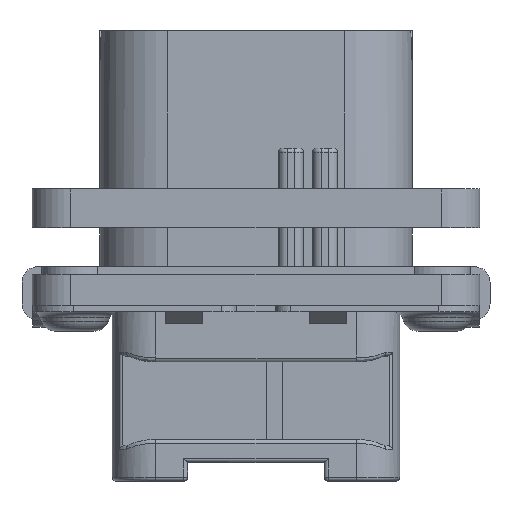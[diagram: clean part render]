
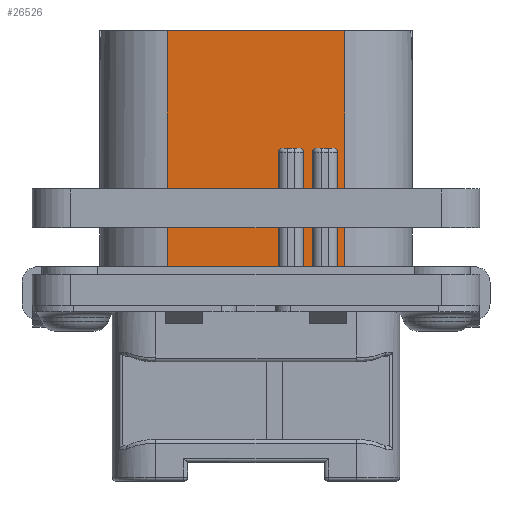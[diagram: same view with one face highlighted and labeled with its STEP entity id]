
A CAD part, front view. The second image highlights one B-rep face of the part: STEP entity #26526.
In plain terms, the highlighted planar face has unit normal (0, -1, 0).
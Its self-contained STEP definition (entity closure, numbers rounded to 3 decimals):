
#1218=DIRECTION('',(1.,0.,0.));
#1219=VECTOR('',#1218,11.4);
#1220=CARTESIAN_POINT('',(-5.7,-9.,17.67));
#1221=LINE('',#1220,#1219);
#1397=DIRECTION('',(0.,0.,1.));
#1398=VECTOR('',#1397,7.87);
#1399=CARTESIAN_POINT('',(3.04,-9.,2.));
#1400=LINE('',#1399,#1398);
#1401=DIRECTION('',(1.,0.,0.));
#1402=VECTOR('',#1401,1.1);
#1403=CARTESIAN_POINT('',(1.69,-9.,10.12));
#1404=LINE('',#1403,#1402);
#1405=DIRECTION('',(0.,0.,1.));
#1406=VECTOR('',#1405,7.87);
#1407=CARTESIAN_POINT('',(1.44,-9.,2.));
#1408=LINE('',#1407,#1406);
#1409=DIRECTION('',(0.,0.,-1.));
#1410=VECTOR('',#1409,15.67);
#1411=CARTESIAN_POINT('',(-5.7,-9.,17.67));
#1412=LINE('',#1411,#1410);
#1413=DIRECTION('',(0.,0.,-1.));
#1414=VECTOR('',#1413,15.67);
#1415=CARTESIAN_POINT('',(5.7,-9.,17.67));
#1416=LINE('',#1415,#1414);
#1417=DIRECTION('',(0.,0.,1.));
#1418=VECTOR('',#1417,7.87);
#1419=CARTESIAN_POINT('',(5.25,-9.,2.));
#1420=LINE('',#1419,#1418);
#1421=DIRECTION('',(1.,0.,0.));
#1422=VECTOR('',#1421,1.1);
#1423=CARTESIAN_POINT('',(3.9,-9.,10.12));
#1424=LINE('',#1423,#1422);
#1425=DIRECTION('',(0.,0.,1.));
#1426=VECTOR('',#1425,7.87);
#1427=CARTESIAN_POINT('',(3.65,-9.,2.));
#1428=LINE('',#1427,#1426);
#1449=DIRECTION('',(1.,0.,0.));
#1450=VECTOR('',#1449,0.61);
#1451=CARTESIAN_POINT('',(3.04,-9.,2.));
#1452=LINE('',#1451,#1450);
#1461=CARTESIAN_POINT('',(3.9,-9.,9.87));
#1462=DIRECTION('',(0.,1.,0.));
#1463=DIRECTION('',(-1.,0.,0.));
#1464=AXIS2_PLACEMENT_3D('',#1461,#1462,#1463);
#1488=CARTESIAN_POINT('',(5.,-9.,9.87));
#1489=DIRECTION('',(0.,1.,0.));
#1490=DIRECTION('',(0.,0.,1.));
#1491=AXIS2_PLACEMENT_3D('',#1488,#1489,#1490);
#1536=DIRECTION('',(1.,0.,0.));
#1537=VECTOR('',#1536,0.45);
#1538=CARTESIAN_POINT('',(5.25,-9.,2.));
#1539=LINE('',#1538,#1537);
#1634=DIRECTION('',(1.,0.,0.));
#1635=VECTOR('',#1634,7.14);
#1636=CARTESIAN_POINT('',(-5.7,-9.,2.));
#1637=LINE('',#1636,#1635);
#1646=CARTESIAN_POINT('',(1.69,-9.,9.87));
#1647=DIRECTION('',(0.,1.,0.));
#1648=DIRECTION('',(-1.,0.,0.));
#1649=AXIS2_PLACEMENT_3D('',#1646,#1647,#1648);
#1673=CARTESIAN_POINT('',(2.79,-9.,9.87));
#1674=DIRECTION('',(0.,1.,0.));
#1675=DIRECTION('',(0.,0.,1.));
#1676=AXIS2_PLACEMENT_3D('',#1673,#1674,#1675);
#21147=CARTESIAN_POINT('',(-5.7,-9.,17.67));
#21148=CARTESIAN_POINT('',(-5.7,-9.,2.));
#21149=VERTEX_POINT('',#21147);
#21150=VERTEX_POINT('',#21148);
#21151=CARTESIAN_POINT('',(5.7,-9.,17.67));
#21152=CARTESIAN_POINT('',(5.7,-9.,2.));
#21153=VERTEX_POINT('',#21151);
#21154=VERTEX_POINT('',#21152);
#23072=CARTESIAN_POINT('',(1.44,-9.,2.));
#23073=VERTEX_POINT('',#23072);
#23074=CARTESIAN_POINT('',(3.04,-9.,2.));
#23075=CARTESIAN_POINT('',(3.65,-9.,2.));
#23076=VERTEX_POINT('',#23074);
#23077=VERTEX_POINT('',#23075);
#23078=CARTESIAN_POINT('',(5.25,-9.,2.));
#23079=VERTEX_POINT('',#23078);
#23120=CARTESIAN_POINT('',(1.44,-9.,9.87));
#23121=VERTEX_POINT('',#23120);
#23122=CARTESIAN_POINT('',(3.04,-9.,9.87));
#23123=VERTEX_POINT('',#23122);
#23124=CARTESIAN_POINT('',(3.65,-9.,9.87));
#23125=VERTEX_POINT('',#23124);
#23126=CARTESIAN_POINT('',(5.25,-9.,9.87));
#23127=VERTEX_POINT('',#23126);
#23176=CARTESIAN_POINT('',(1.69,-9.,10.12));
#23177=VERTEX_POINT('',#23176);
#23178=CARTESIAN_POINT('',(2.79,-9.,10.12));
#23179=VERTEX_POINT('',#23178);
#23180=CARTESIAN_POINT('',(3.9,-9.,10.12));
#23181=VERTEX_POINT('',#23180);
#23182=CARTESIAN_POINT('',(5.,-9.,10.12));
#23183=VERTEX_POINT('',#23182);
#26489=CARTESIAN_POINT('',(-10.05,-9.,2.));
#26490=DIRECTION('',(0.,-1.,0.));
#26491=DIRECTION('',(1.,0.,0.));
#26492=AXIS2_PLACEMENT_3D('',#26489,#26490,#26491);
#26493=PLANE('',#26492);
#26495=ORIENTED_EDGE('',*,*,#26494,.T.);
#26497=ORIENTED_EDGE('',*,*,#26496,.F.);
#26499=ORIENTED_EDGE('',*,*,#26498,.F.);
#26501=ORIENTED_EDGE('',*,*,#26500,.F.);
#26503=ORIENTED_EDGE('',*,*,#26502,.F.);
#26505=ORIENTED_EDGE('',*,*,#26504,.F.);
#26507=ORIENTED_EDGE('',*,*,#26506,.F.);
#26508=ORIENTED_EDGE('',*,*,#26376,.T.);
#26509=ORIENTED_EDGE('',*,*,#26286,.T.);
#26511=ORIENTED_EDGE('',*,*,#26510,.F.);
#26513=ORIENTED_EDGE('',*,*,#26512,.T.);
#26515=ORIENTED_EDGE('',*,*,#26514,.F.);
#26517=ORIENTED_EDGE('',*,*,#26516,.F.);
#26519=ORIENTED_EDGE('',*,*,#26518,.F.);
#26521=ORIENTED_EDGE('',*,*,#26520,.F.);
#26523=ORIENTED_EDGE('',*,*,#26522,.F.);
#26524=EDGE_LOOP('',(#26495,#26497,#26499,#26501,#26503,#26505,#26507,#26508,
#26509,#26511,#26513,#26515,#26517,#26519,#26521,#26523));
#26525=FACE_OUTER_BOUND('',#26524,.F.);
#26526=ADVANCED_FACE('',(#26525),#26493,.T.);
#1465=CIRCLE('',#1464,0.25);
#1492=CIRCLE('',#1491,0.25);
#1650=CIRCLE('',#1649,0.25);
#1677=CIRCLE('',#1676,0.25);
#26286=EDGE_CURVE('',#21153,#21154,#1416,.T.);
#26376=EDGE_CURVE('',#21149,#21153,#1221,.T.);
#26494=EDGE_CURVE('',#23076,#23123,#1400,.T.);
#26496=EDGE_CURVE('',#23179,#23123,#1677,.T.);
#26498=EDGE_CURVE('',#23177,#23179,#1404,.T.);
#26500=EDGE_CURVE('',#23121,#23177,#1650,.T.);
#26502=EDGE_CURVE('',#23073,#23121,#1408,.T.);
#26504=EDGE_CURVE('',#21150,#23073,#1637,.T.);
#26506=EDGE_CURVE('',#21149,#21150,#1412,.T.);
#26510=EDGE_CURVE('',#23079,#21154,#1539,.T.);
#26512=EDGE_CURVE('',#23079,#23127,#1420,.T.);
#26514=EDGE_CURVE('',#23183,#23127,#1492,.T.);
#26516=EDGE_CURVE('',#23181,#23183,#1424,.T.);
#26518=EDGE_CURVE('',#23125,#23181,#1465,.T.);
#26520=EDGE_CURVE('',#23077,#23125,#1428,.T.);
#26522=EDGE_CURVE('',#23076,#23077,#1452,.T.);
